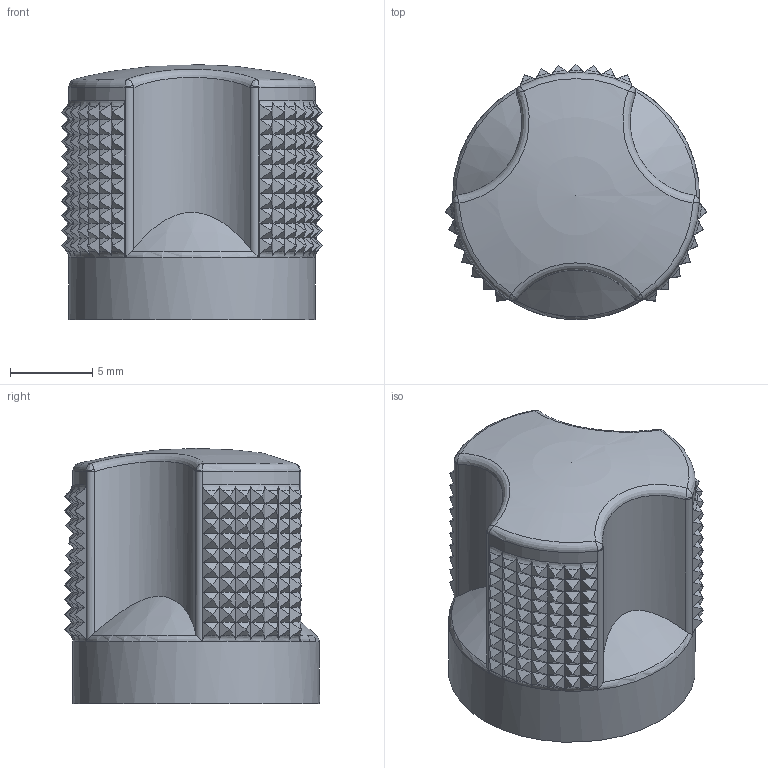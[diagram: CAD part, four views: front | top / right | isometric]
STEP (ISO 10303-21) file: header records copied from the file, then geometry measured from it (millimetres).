
FILE_DESCRIPTION(/* description */ ('STEP AP214'),/* implementation_level */ '2;1');
FILE_NAME(/* name */ '628f7a5ee9a4ba5348cbcdb5',/* time_stamp */ '2022-05-26T13:02:24+00:00',/* author */ (''),/* organization */ (''),/* preprocessor_version */ 'ST-DEVELOPER v18.102',/* originating_system */ ' ',/* authorisation */ ' ');
FILE_SCHEMA (('AUTOMOTIVE_DESIGN {1 0 10303 214 3 1 1}'));
Length unit declared in the file: metre
Products named in the file (1): knopf3
Bounding box: 15.88 x 15.5 x 15.5 mm (x, y, z)
Volume: 1505.4 mm3; surface area: 1451.9 mm2
Topology: 1 solids, 1 shells, 514 faces, 1305 edges, 791 vertices
Faces by surface type: cone 422, plane 50, bspline 15, cylinder 14, torus 12, sphere 1
Full cylindrical faces by diameter (mm): 2.5 x2, 6 x1, 11 x1, 15 x1
Entity records: 16200 total; most frequent: CARTESIAN_POINT 5757, ORIENTED_EDGE 2572, DIRECTION 1594, EDGE_CURVE 1286, B_SPLINE_CURVE_WITH_KNOTS 970, VERTEX_POINT 786, AXIS2_PLACEMENT_3D 778, EDGE_LOOP 528
